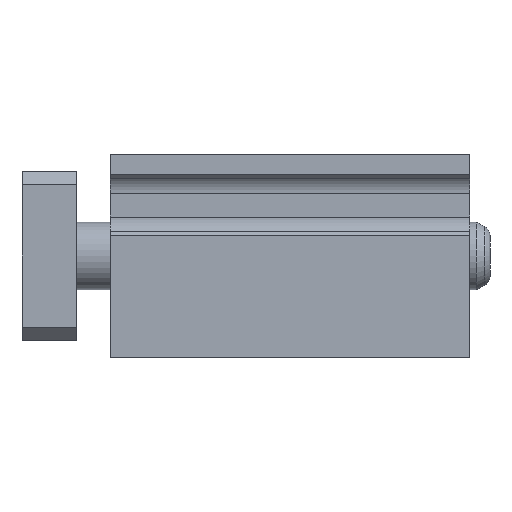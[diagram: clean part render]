
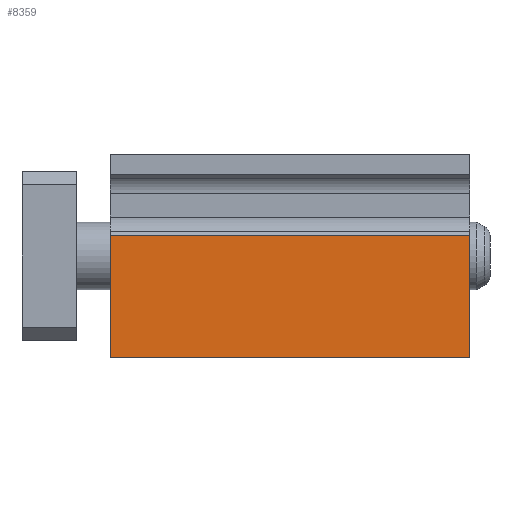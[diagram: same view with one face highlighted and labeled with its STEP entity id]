
A CAD part, front view. The second image highlights one B-rep face of the part: STEP entity #8359.
In plain terms, the highlighted planar face has unit normal (0, -1, 0).
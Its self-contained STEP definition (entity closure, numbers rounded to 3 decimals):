
#30 = ORIENTED_EDGE ( 'NONE', *, *, #5484, .F. ) ;
#540 = CARTESIAN_POINT ( 'NONE',  ( 0., -34., -15. ) ) ;
#1010 = VERTEX_POINT ( 'NONE', #7058 ) ;
#1559 = DIRECTION ( 'NONE',  ( 0., 0., -1. ) ) ;
#1567 = VERTEX_POINT ( 'NONE', #540 ) ;
#1636 = VERTEX_POINT ( 'NONE', #7453 ) ;
#2225 = DIRECTION ( 'NONE',  ( 0., 1., 0. ) ) ;
#2290 = VECTOR ( 'NONE', #7282, 1000. ) ;
#2413 = LINE ( 'NONE', #10460, #2437 ) ;
#2437 = VECTOR ( 'NONE', #8043, 1000. ) ;
#2888 = EDGE_CURVE ( 'NONE', #1010, #1567, #4265, .T. ) ;
#2925 = CARTESIAN_POINT ( 'NONE',  ( 0., -34., 3. ) ) ;
#2958 = VERTEX_POINT ( 'NONE', #8759 ) ;
#3033 = AXIS2_PLACEMENT_3D ( 'NONE', #8758, #2225, #9552 ) ;
#3043 = LINE ( 'NONE', #4797, #6284 ) ;
#3075 = PLANE ( 'NONE',  #3033 ) ;
#4265 = LINE ( 'NONE', #7522, #2290 ) ;
#4797 = CARTESIAN_POINT ( 'NONE',  ( 53., -34., 3. ) ) ;
#5484 = EDGE_CURVE ( 'NONE', #1636, #1010, #3043, .T. ) ;
#5925 = VECTOR ( 'NONE', #8503, 1000. ) ;
#6078 = ORIENTED_EDGE ( 'NONE', *, *, #2888, .F. ) ;
#6284 = VECTOR ( 'NONE', #1559, 1000. ) ;
#6507 = LINE ( 'NONE', #2925, #5925 ) ;
#6677 = EDGE_CURVE ( 'NONE', #1636, #2958, #2413, .T. ) ;
#7058 = CARTESIAN_POINT ( 'NONE',  ( 53., -34., -15. ) ) ;
#7081 = FACE_OUTER_BOUND ( 'NONE', #9360, .T. ) ;
#7282 = DIRECTION ( 'NONE',  ( -1., 0., 0. ) ) ;
#7453 = CARTESIAN_POINT ( 'NONE',  ( 53., -34., 3. ) ) ;
#7522 = CARTESIAN_POINT ( 'NONE',  ( 53., -34., -15. ) ) ;
#8043 = DIRECTION ( 'NONE',  ( -1., 0., 0. ) ) ;
#8098 = EDGE_CURVE ( 'NONE', #2958, #1567, #6507, .T. ) ;
#8359 = ADVANCED_FACE ( 'NONE', ( #7081 ), #3075, .F. ) ;
#8494 = ORIENTED_EDGE ( 'NONE', *, *, #8098, .T. ) ;
#8503 = DIRECTION ( 'NONE',  ( 0., 0., -1. ) ) ;
#8758 = CARTESIAN_POINT ( 'NONE',  ( 53., -34., 3. ) ) ;
#8759 = CARTESIAN_POINT ( 'NONE',  ( 0., -34., 3. ) ) ;
#9360 = EDGE_LOOP ( 'NONE', ( #8494, #6078, #30, #10209 ) ) ;
#9552 = DIRECTION ( 'NONE',  ( 1., 0., 0. ) ) ;
#10209 = ORIENTED_EDGE ( 'NONE', *, *, #6677, .T. ) ;
#10460 = CARTESIAN_POINT ( 'NONE',  ( 53., -34., 3. ) ) ;
